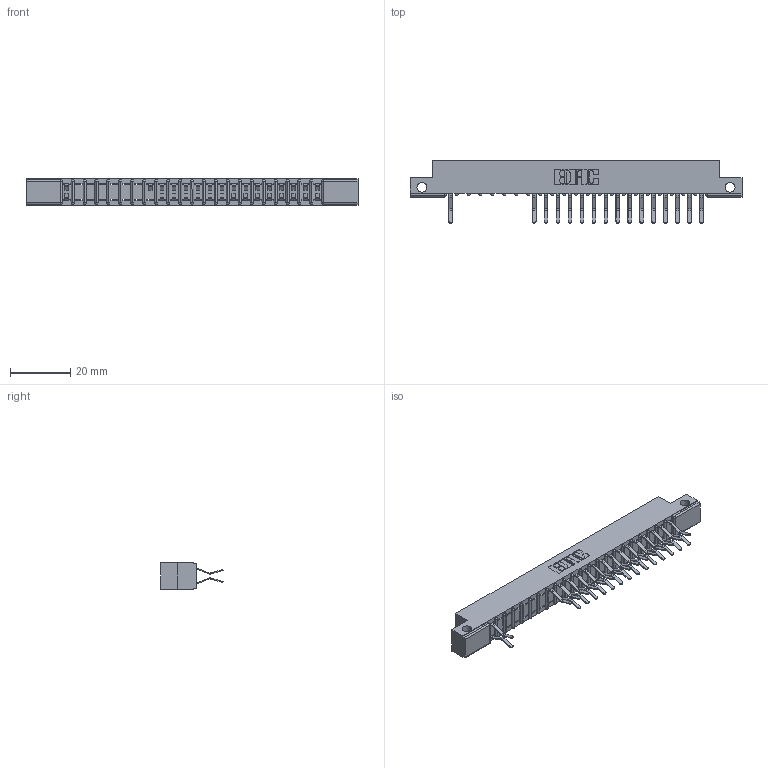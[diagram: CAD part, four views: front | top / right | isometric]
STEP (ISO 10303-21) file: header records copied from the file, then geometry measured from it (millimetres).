
FILE_DESCRIPTION (( 'STEP AP203' ), '1' );
FILE_NAME ('307-044-560-212.STEP', '2018-08-06T02:47:11', ( '' ), ( '' ), 'SwSTEP 2.0', 'SolidWorks 2016', '' );
FILE_SCHEMA (( 'CONFIG_CONTROL_DESIGN' ));
Length unit declared in the file: inch
Products named in the file (3): 307 Part_.128 Dia Side Mounting Holes; 307-290-001_560; 307-044-560-212
Assembly tree (32 placements, depth 2):
  307-044-560-212
    307 Part_.128 Dia Side Mounting Holes
    307-290-001_560  x31
Bounding box: 110.19 x 20.73 x 8.71 mm (x, y, z)
Volume: 7001.7 mm3; surface area: 11469.1 mm2
Topology: 32 solids, 32 shells, 1821 faces, 5141 edges, 3322 vertices
Faces by surface type: plane 1171, cylinder 604, sphere 46
Entity records: 21720 total; most frequent: CARTESIAN_POINT 3613, ORIENTED_EDGE 3590, DIRECTION 3535, EDGE_CURVE 1795, LINE 1367, VECTOR 1367, VERTEX_POINT 1162, AXIS2_PLACEMENT_3D 1084
